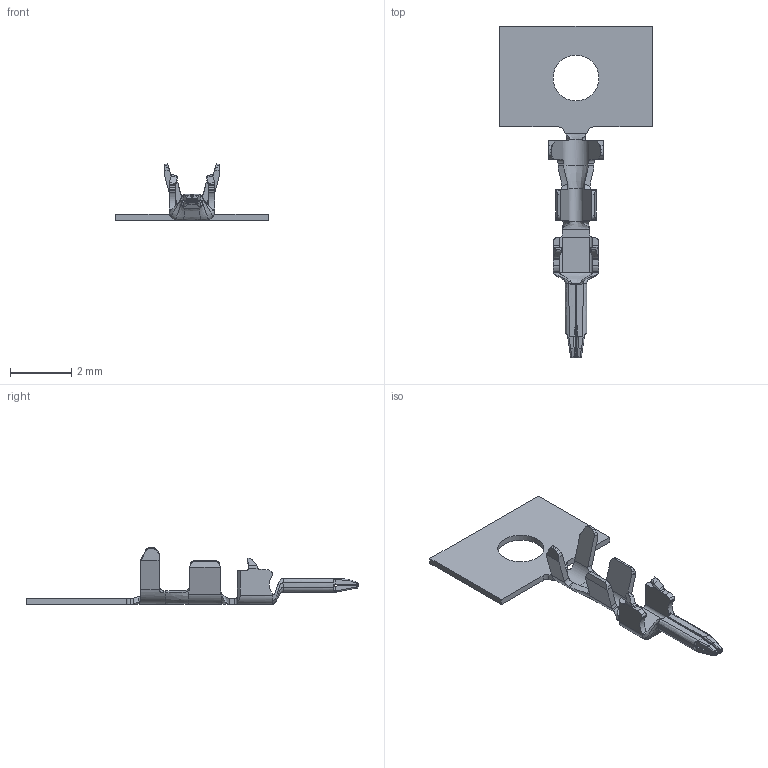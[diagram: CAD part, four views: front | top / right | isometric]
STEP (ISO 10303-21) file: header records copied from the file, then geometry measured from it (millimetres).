
FILE_DESCRIPTION( ('This file contains a STEP AP42 implementation' ,'as created by ZW3D STEP Interface translator.') ,'2;1' );
FILE_NAME( 'M006E-MTBM00X.stp' ,'231225.1038 4', (''), ('ZWCAD Software Co.'), 'Version 1.0', 'ZW3D to STEP translator', '' );
FILE_SCHEMA(('AUTOMOTIVE_DESIGN { 1 0 10303 214 1 1 1 1 }'));
Length unit declared in the file: millimetre
Products named in the file (1): 0
Bounding box: 5 x 10.85 x 1.85 mm (x, y, z)
Volume: 5.8 mm3; surface area: 69.2 mm2
Topology: 1 solids, 1 shells, 237 faces, 625 edges, 384 vertices
Faces by surface type: plane 101, cylinder 87, bspline 49
Full cylindrical faces by diameter (mm): 1.5 x1
Entity records: 9582 total; most frequent: CARTESIAN_POINT 4027, ORIENTED_EDGE 1238, DIRECTION 893, EDGE_CURVE 619, VERTEX_POINT 384, VECTOR 337, LINE 337, AXIS2_PLACEMENT_3D 278
